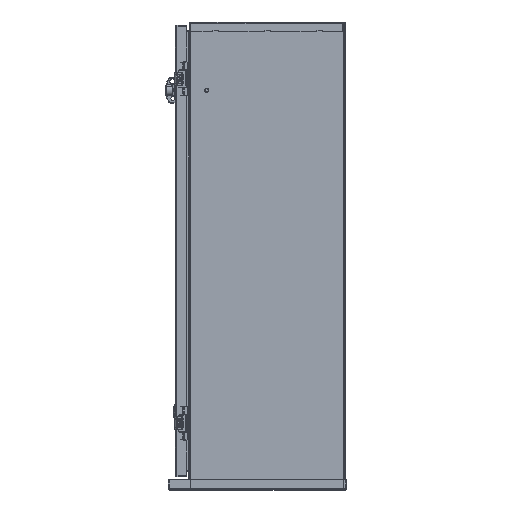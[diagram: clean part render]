
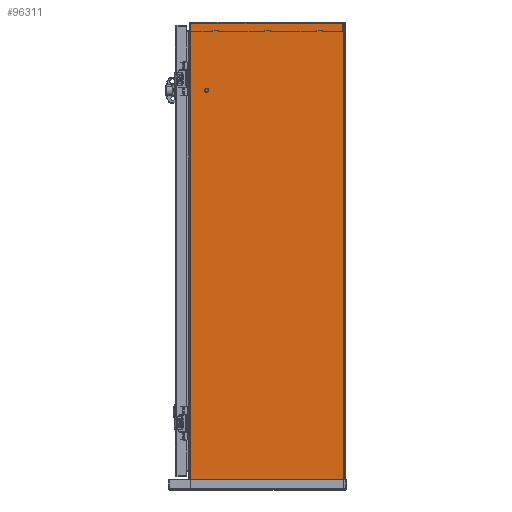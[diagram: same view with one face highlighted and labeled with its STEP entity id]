
A CAD part, left-side view. The second image highlights one B-rep face of the part: STEP entity #96311.
In plain terms, the highlighted planar face has unit normal (-1, 0, 0).
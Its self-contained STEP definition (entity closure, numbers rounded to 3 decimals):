
#1495 = ORIENTED_EDGE ( 'NONE', *, *, #87032, .T. ) ;
#1927 = AXIS2_PLACEMENT_3D ( 'NONE', #54380, #78670, #4793 ) ;
#4793 = DIRECTION ( 'NONE',  ( 0., 0., 1. ) ) ;
#13402 = ORIENTED_EDGE ( 'NONE', *, *, #72057, .F. ) ;
#14815 = VERTEX_POINT ( 'NONE', #52221 ) ;
#20072 = DIRECTION ( 'NONE',  ( 0., 0., -1. ) ) ;
#21686 = VECTOR ( 'NONE', #69739, 39.37 ) ;
#24328 = EDGE_LOOP ( 'NONE', ( #53931, #1495, #49725, #13402 ) ) ;
#24850 = VERTEX_POINT ( 'NONE', #42146 ) ;
#28759 = LINE ( 'NONE', #44912, #21686 ) ;
#30779 = EDGE_CURVE ( 'NONE', #24850, #14815, #43794, .T. ) ;
#42146 = CARTESIAN_POINT ( 'NONE',  ( -15., 0.136, 0. ) ) ;
#42193 = CARTESIAN_POINT ( 'NONE',  ( -15., 11.883, -35.925 ) ) ;
#43794 = LINE ( 'NONE', #68078, #76009 ) ;
#44912 = CARTESIAN_POINT ( 'NONE',  ( -15., 6.01, 0. ) ) ;
#48930 = VECTOR ( 'NONE', #62304, 39.37 ) ;
#49725 = ORIENTED_EDGE ( 'NONE', *, *, #97846, .T. ) ;
#52221 = CARTESIAN_POINT ( 'NONE',  ( -15., 0.136, -35.925 ) ) ;
#53931 = ORIENTED_EDGE ( 'NONE', *, *, #30779, .F. ) ;
#54380 = CARTESIAN_POINT ( 'NONE',  ( -15., 11.883, 0. ) ) ;
#54807 = VERTEX_POINT ( 'NONE', #42193 ) ;
#62304 = DIRECTION ( 'NONE',  ( 0., 1., 0. ) ) ;
#65021 = LINE ( 'NONE', #81217, #67278 ) ;
#67278 = VECTOR ( 'NONE', #79618, 39.37 ) ;
#68078 = CARTESIAN_POINT ( 'NONE',  ( -15., 0.136, 0. ) ) ;
#69739 = DIRECTION ( 'NONE',  ( 0., 1., 0. ) ) ;
#72057 = EDGE_CURVE ( 'NONE', #14815, #54807, #88723, .T. ) ;
#76009 = VECTOR ( 'NONE', #20072, 39.37 ) ;
#78670 = DIRECTION ( 'NONE',  ( -1., 0., 0. ) ) ;
#79618 = DIRECTION ( 'NONE',  ( 0., 0., -1. ) ) ;
#81217 = CARTESIAN_POINT ( 'NONE',  ( -15., 11.883, 0. ) ) ;
#86764 = FACE_OUTER_BOUND ( 'NONE', #24328, .T. ) ;
#87032 = EDGE_CURVE ( 'NONE', #24850, #95757, #28759, .T. ) ;
#88723 = LINE ( 'NONE', #104909, #48930 ) ;
#89153 = CARTESIAN_POINT ( 'NONE',  ( -15., 11.883, 0. ) ) ;
#94348 = PLANE ( 'NONE',  #1927 ) ;
#95757 = VERTEX_POINT ( 'NONE', #89153 ) ;
#96311 = ADVANCED_FACE ( 'NONE', ( #86764 ), #94348, .T. ) ;
#97846 = EDGE_CURVE ( 'NONE', #95757, #54807, #65021, .T. ) ;
#104909 = CARTESIAN_POINT ( 'NONE',  ( -15., 6.01, -35.925 ) ) ;
